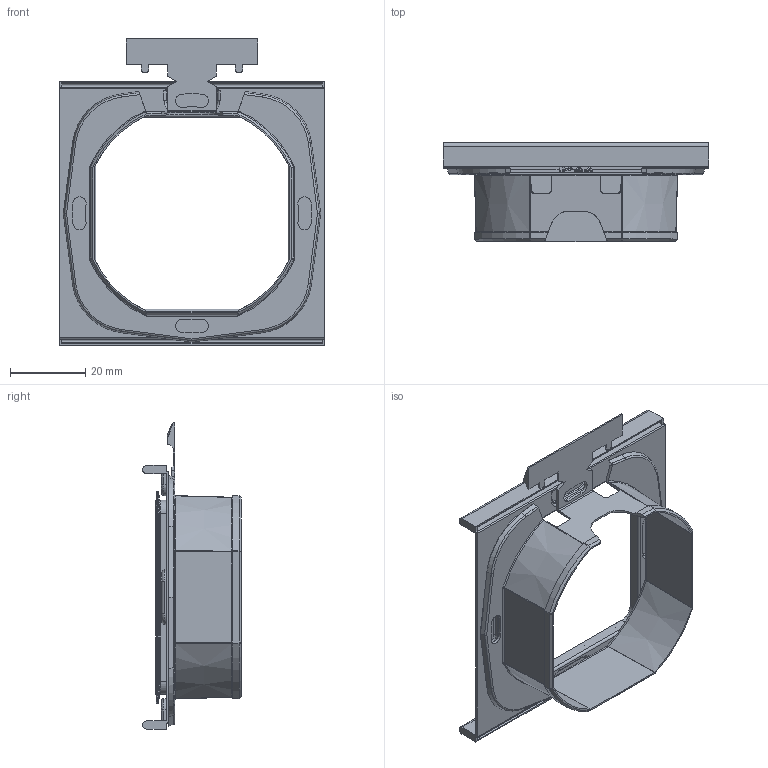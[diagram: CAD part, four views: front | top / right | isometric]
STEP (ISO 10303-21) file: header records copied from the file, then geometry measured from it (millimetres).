
FILE_DESCRIPTION((''),'2;1');
FILE_NAME('WAA1101_ASM','2025-06-11T08:28:00',('andolfs'),(''),'CREO PARAMETRIC BY PTC INC, 2023154','CREO PARAMETRIC BY PTC INC, 2023154','');
FILE_SCHEMA(('CONFIG_CONTROL_DESIGN','SHAPE_APPEARANCE_LAYERS_GROUPS'));
Products named in the file (3): 9024301000; W1D2160_99; WAA1101_ASM
Assembly tree (2 placements, depth 2):
  WAA1101_ASM
    9024301000
    W1D2160_99
Bounding box: 70.5 x 26.2 x 81.3 mm (x, y, z)
Volume: 5831.9 mm3; surface area: 20633.8 mm2
Topology: 2 solids, 2 shells, 1555 faces, 4227 edges, 2725 vertices
Faces by surface type: plane 855, cylinder 269, extrusion 265, torus 80, bspline 36, cone 28, sphere 22
Entity records: 58625 total; most frequent: CARTESIAN_POINT 14895, ORIENTED_EDGE 8418, DIRECTION 6826, EDGE_CURVE 4209, VECTOR 3054, LINE 2789, VERTEX_POINT 2725, AXIS2_PLACEMENT_3D 1886
